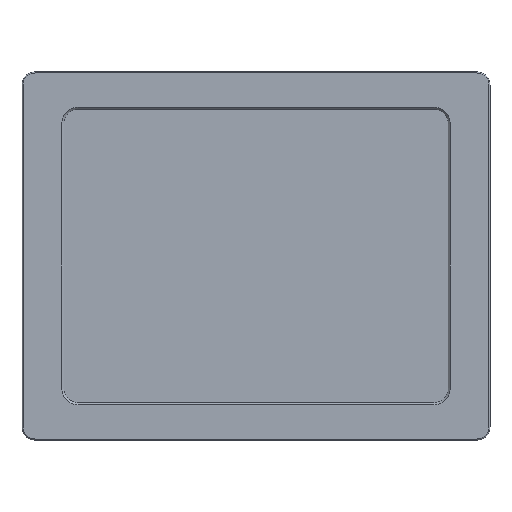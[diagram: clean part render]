
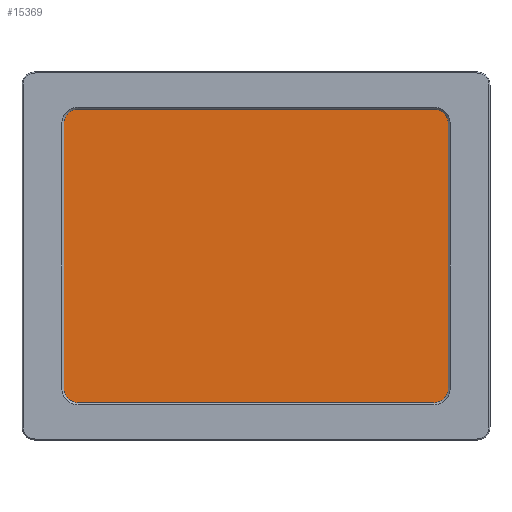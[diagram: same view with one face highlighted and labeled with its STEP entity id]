
A CAD part, top view. The second image highlights one B-rep face of the part: STEP entity #15369.
In plain terms, the highlighted planar face has unit normal (0, 0, 1).
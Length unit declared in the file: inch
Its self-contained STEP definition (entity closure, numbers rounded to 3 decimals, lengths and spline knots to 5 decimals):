
#438=PLANE('',#16317);
#1117=FACE_OUTER_BOUND('',#1994,.T.);
#1994=EDGE_LOOP('',(#10788,#10789,#10790,#10791,#10792,#10793,#10794,#10795));
#2912=CIRCLE('',#16318,0.4134);
#2913=CIRCLE('',#16319,0.4134);
#2914=CIRCLE('',#16320,0.4134);
#2915=CIRCLE('',#16321,0.4134);
#3607=LINE('',#26577,#5008);
#3608=LINE('',#26585,#5009);
#3610=LINE('',#26611,#5011);
#3611=LINE('',#26615,#5012);
#5008=VECTOR('',#17849,0.3937);
#5009=VECTOR('',#17852,0.3937);
#5011=VECTOR('',#17880,0.3937);
#5012=VECTOR('',#17883,0.3937);
#6598=VERTEX_POINT('',#26567);
#6600=VERTEX_POINT('',#26573);
#6601=VERTEX_POINT('',#26579);
#6603=VERTEX_POINT('',#26584);
#6610=VERTEX_POINT('',#26608);
#6611=VERTEX_POINT('',#26610);
#6612=VERTEX_POINT('',#26612);
#6613=VERTEX_POINT('',#26614);
#8174=EDGE_CURVE('',#6598,#6600,#3607,.T.);
#8176=EDGE_CURVE('',#6603,#6601,#3608,.T.);
#8184=EDGE_CURVE('',#6598,#6601,#2912,.T.);
#8185=EDGE_CURVE('',#6610,#6600,#2913,.T.);
#8186=EDGE_CURVE('',#6611,#6610,#3610,.T.);
#8187=EDGE_CURVE('',#6612,#6611,#2914,.T.);
#8188=EDGE_CURVE('',#6613,#6612,#3611,.T.);
#8189=EDGE_CURVE('',#6603,#6613,#2915,.T.);
#10788=ORIENTED_EDGE('',*,*,#8184,.F.);
#10789=ORIENTED_EDGE('',*,*,#8174,.T.);
#10790=ORIENTED_EDGE('',*,*,#8185,.F.);
#10791=ORIENTED_EDGE('',*,*,#8186,.F.);
#10792=ORIENTED_EDGE('',*,*,#8187,.F.);
#10793=ORIENTED_EDGE('',*,*,#8188,.F.);
#10794=ORIENTED_EDGE('',*,*,#8189,.F.);
#10795=ORIENTED_EDGE('',*,*,#8176,.T.);
#15369=ADVANCED_FACE('',(#1117),#438,.T.);
#16317=AXIS2_PLACEMENT_3D('',#26606,#17874,#17875);
#16318=AXIS2_PLACEMENT_3D('',#26607,#17876,#17877);
#16319=AXIS2_PLACEMENT_3D('',#26609,#17878,#17879);
#16320=AXIS2_PLACEMENT_3D('',#26613,#17881,#17882);
#16321=AXIS2_PLACEMENT_3D('',#26616,#17884,#17885);
#17849=DIRECTION('',(0.,-1.,0.));
#17852=DIRECTION('',(-1.,0.,0.));
#17874=DIRECTION('center_axis',(0.,0.,
1.));
#17875=DIRECTION('ref_axis',(1.,0.,0.));
#17876=DIRECTION('center_axis',(0.,0.,
-1.));
#17877=DIRECTION('ref_axis',(0.,1.,0.));
#17878=DIRECTION('center_axis',(0.,0.,
-1.));
#17879=DIRECTION('ref_axis',(-1.,0.,0.));
#17880=DIRECTION('',(-1.,0.,0.));
#17881=DIRECTION('center_axis',(0.,0.,
-1.));
#17882=DIRECTION('ref_axis',(0.,-1.,0.));
#17883=DIRECTION('',(0.,-1.,0.));
#17884=DIRECTION('center_axis',(0.,0.,
-1.));
#17885=DIRECTION('ref_axis',(1.,0.,0.));
#26567=CARTESIAN_POINT('',(7.87268,9.00939,0.575));
#26573=CARTESIAN_POINT('',(7.87268,1.45478,0.575));
#26577=CARTESIAN_POINT('',(7.87268,9.40417,0.575));
#26579=CARTESIAN_POINT('',(8.26746,9.40417,0.575));
#26584=CARTESIAN_POINT('',(18.4075,9.40417,0.575));
#26585=CARTESIAN_POINT('',(18.87268,9.40417,0.575));
#26606=CARTESIAN_POINT('Origin',(13.37268,5.15417,0.575));
#26607=CARTESIAN_POINT('Origin',(8.28568,8.99117,0.575));
#26608=CARTESIAN_POINT('',(8.28568,1.0596,0.575));
#26609=CARTESIAN_POINT('Origin',(8.28568,1.473,0.575));
#26610=CARTESIAN_POINT('',(18.38928,1.0596,0.575));
#26611=CARTESIAN_POINT('',(14.61803,1.0596,0.575));
#26612=CARTESIAN_POINT('',(18.80269,1.473,0.575));
#26613=CARTESIAN_POINT('Origin',(18.38928,1.473,0.575));
#26614=CARTESIAN_POINT('',(18.80269,8.99117,0.575));
#26615=CARTESIAN_POINT('',(18.80269,6.1329,0.575));
#26616=CARTESIAN_POINT('Origin',(18.38928,8.99117,0.575));
